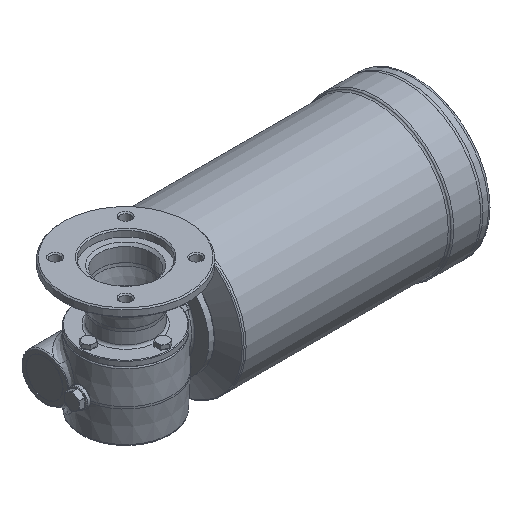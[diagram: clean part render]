
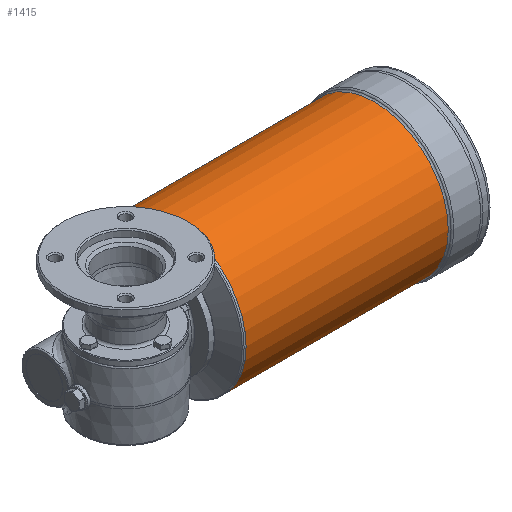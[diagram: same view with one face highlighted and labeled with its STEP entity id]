
A CAD part, isometric view. The second image highlights one B-rep face of the part: STEP entity #1415.
In plain terms, the highlighted cylindrical face has radius 64.5 mm (diameter 129 mm), a full revolution.
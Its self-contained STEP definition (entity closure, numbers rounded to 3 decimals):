
#1415 = ADVANCED_FACE( '', ( #3148, #3149 ), #3150, .T. );
#3148 = FACE_OUTER_BOUND( '', #8265, .T. );
#3149 = FACE_OUTER_BOUND( '', #8266, .T. );
#3150 = CYLINDRICAL_SURFACE( '', #8267, 64.5 );
#8265 = EDGE_LOOP( '', ( #12213 ) );
#8266 = EDGE_LOOP( '', ( #12214 ) );
#8267 = AXIS2_PLACEMENT_3D( '', #12215, #12216, #12217 );
#12213 = ORIENTED_EDGE( '', *, *, #13557, .T. );
#12214 = ORIENTED_EDGE( '', *, *, #12847, .T. );
#12215 = CARTESIAN_POINT( '', ( 230.668, 30., 0. ) );
#12216 = DIRECTION( '', ( -1., 0., 0. ) );
#12217 = DIRECTION( '', ( 0., 1., 0. ) );
#12847 = EDGE_CURVE( '', #14320, #14320, #14321, .T. );
#13557 = EDGE_CURVE( '', #15463, #15463, #15464, .F. );
#14320 = VERTEX_POINT( '', #16468 );
#14321 = CIRCLE( '', #16469, 64.5 );
#15463 = VERTEX_POINT( '', #19400 );
#15464 = CIRCLE( '', #19401, 64.5 );
#16468 = CARTESIAN_POINT( '', ( 70.5, 94.5, 0. ) );
#16469 = AXIS2_PLACEMENT_3D( '', #21384, #21385, #21386 );
#19400 = CARTESIAN_POINT( '', ( 246.672, 94.5, 0. ) );
#19401 = AXIS2_PLACEMENT_3D( '', #22311, #22312, #22313 );
#21384 = CARTESIAN_POINT( '', ( 70.5, 30., 0. ) );
#21385 = DIRECTION( '', ( 1., 0., 0. ) );
#21386 = DIRECTION( '', ( 0., 1., 0. ) );
#22311 = CARTESIAN_POINT( '', ( 246.672, 30., 0. ) );
#22312 = DIRECTION( '', ( 1., 0., 0. ) );
#22313 = DIRECTION( '', ( 0., 1., 0. ) );
